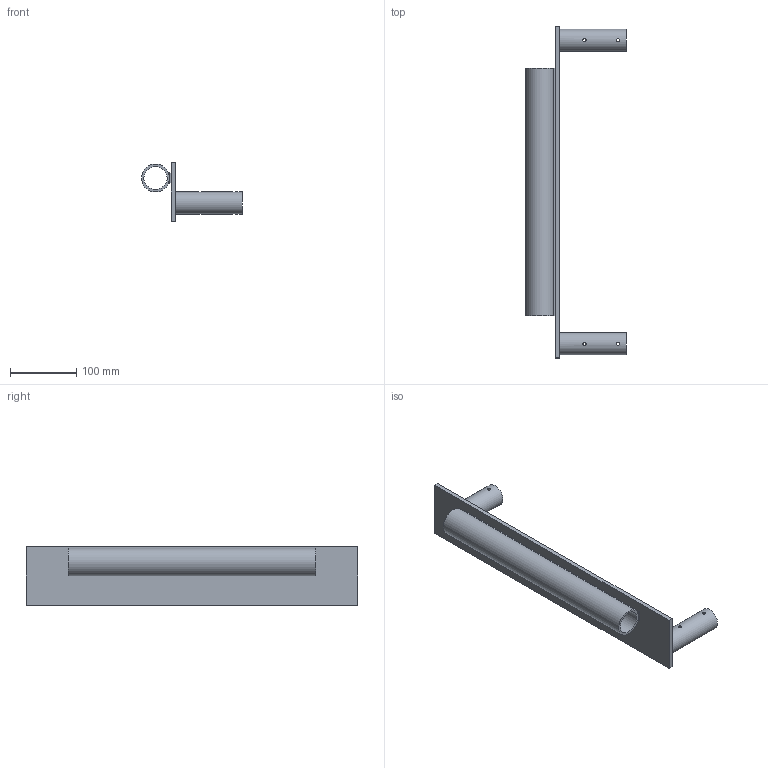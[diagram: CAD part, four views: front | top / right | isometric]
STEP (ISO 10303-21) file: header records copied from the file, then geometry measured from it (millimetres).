
FILE_DESCRIPTION(/* description */ (''),/* implementation_level */ '2;1');
FILE_NAME(/* name */ 'FE-00018.iam.stp',/* time_stamp */ '2018-01-01T11:22:13-08:00',/* author */ ('PhillipD'),/* organization */ (''),/* preprocessor_version */ 'ST-DEVELOPER v16.13',/* originating_system */ 'Autodesk Inventor 2018',/* authorisation */ '');
FILE_SCHEMA (('AUTOMOTIVE_DESIGN { 1 0 10303 214 3 1 1 }'));
Length unit declared in the file: inch
Products named in the file (5): FE-00018; FE-00018-01; FE-00018-02; FE-00018-03; FE-00018-04
Assembly tree (5 placements, depth 2):
  FE-00018
    FE-00018-01
    FE-00018-02  x2
    FE-00018-03
    FE-00018-04
Bounding box: 152.5 x 501.65 x 88.9 mm (x, y, z)
Volume: 522972.2 mm3; surface area: 241928.5 mm2
Topology: 5 solids, 5 shells, 32 faces, 86 edges, 56 vertices
Faces by surface type: plane 18, cylinder 14
Full cylindrical faces by diameter (mm): 4.851 x8, 26.67 x2, 33.401 x2, 35.052 x1, 42.164 x1
Entity records: 1080 total; most frequent: CARTESIAN_POINT 370, DIRECTION 108, ORIENTED_EDGE 80, EDGE_LOOP 44, AXIS2_PLACEMENT_3D 42, EDGE_CURVE 40, VERTEX_POINT 32, LINE 24
